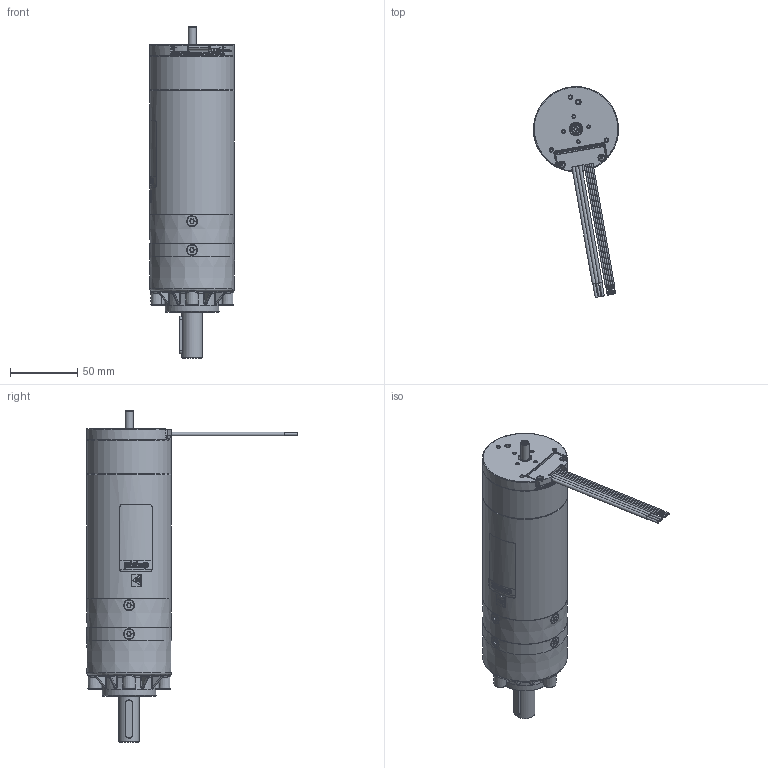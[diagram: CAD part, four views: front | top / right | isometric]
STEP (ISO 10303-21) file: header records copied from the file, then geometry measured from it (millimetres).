
FILE_DESCRIPTION(/* description */ ('Ritzel'),/* implementation_level */ '2;1');
FILE_NAME(/* name */ '49292404.stp',/* time_stamp */ '2017-11-09T13:51:21+01:00',/* author */ ('engelhardtv'),/* organization */ (''),/* preprocessor_version */ 'ST-DEVELOPER v16.1',/* originating_system */ 'Autodesk Inventor 2016',/* authorisation */ 'ob');
FILE_SCHEMA (('AUTOMOTIVE_DESIGN { 1 0 10303 214 3 1 1 }'));
Products named in the file (1): 49292404_Shrinkwrap_1
Bounding box: 63.06 x 156.32 x 246.15 mm (x, y, z)
Volume: 187762.9 mm3; surface area: 131642.7 mm2
Topology: 7 solids, 25 shells, 4695 faces, 12388 edges, 7867 vertices
Faces by surface type: plane 2521, cylinder 988, bspline 503, torus 372, cone 260, sphere 51
Full cylindrical faces by diameter (mm): 0.162 x1, 0.2 x1, 0.7 x5, 0.8 x22, 1.2 x10, 1.7 x3, 1.8 x3, 1.981 x1, 2 x3, 2.1 x1, 2.25 x2, 2.5 x4, 2.55 x1, 2.7 x4, 2.8 x13, 3.6 x4, 3.7 x9, 4 x10, 4.4 x8, 4.459 x4, 4.55 x1, 4.65 x4, 5 x5, 5.7 x1, 6 x7, 7.5 x1, 7.6 x1, 7.7 x1, 7.8 x2, 8 x7
Entity records: 164902 total; most frequent: CARTESIAN_POINT 49319, ORIENTED_EDGE 23578, DIRECTION 21865, EDGE_CURVE 11758, AXIS2_PLACEMENT_3D 7900, VERTEX_POINT 7721, LINE 6065, VECTOR 6065
